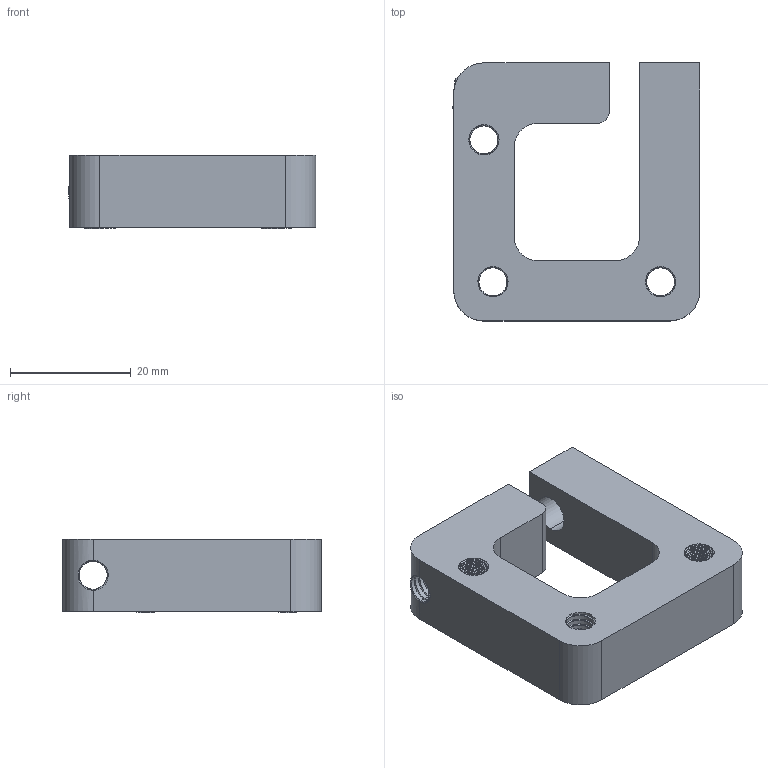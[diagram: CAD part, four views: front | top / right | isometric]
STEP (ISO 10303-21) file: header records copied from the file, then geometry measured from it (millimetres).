
FILE_DESCRIPTION (( 'STEP AP214' ), '1' );
FILE_NAME ('serre.STEP', '2018-11-14T22:38:11', ( '' ), ( '' ), 'SwSTEP 2.0', 'SolidWorks 2016', '' );
FILE_SCHEMA (( 'AUTOMOTIVE_DESIGN' ));
Length unit declared in the file: millimetre
Products named in the file (1): serre
Bounding box: 41.06 x 42.8 x 12.26 mm (x, y, z)
Volume: 13202.9 mm3; surface area: 6725.8 mm2
Topology: 1 solids, 1 shells, 291 faces, 844 edges, 552 vertices
Faces by surface type: cylinder 257, plane 20, bspline 14
Entity records: 27147 total; most frequent: CARTESIAN_POINT 20947, ORIENTED_EDGE 1688, DIRECTION 933, EDGE_CURVE 844, VERTEX_POINT 552, AXIS2_PLACEMENT_3D 313, VECTOR 307, LINE 307
